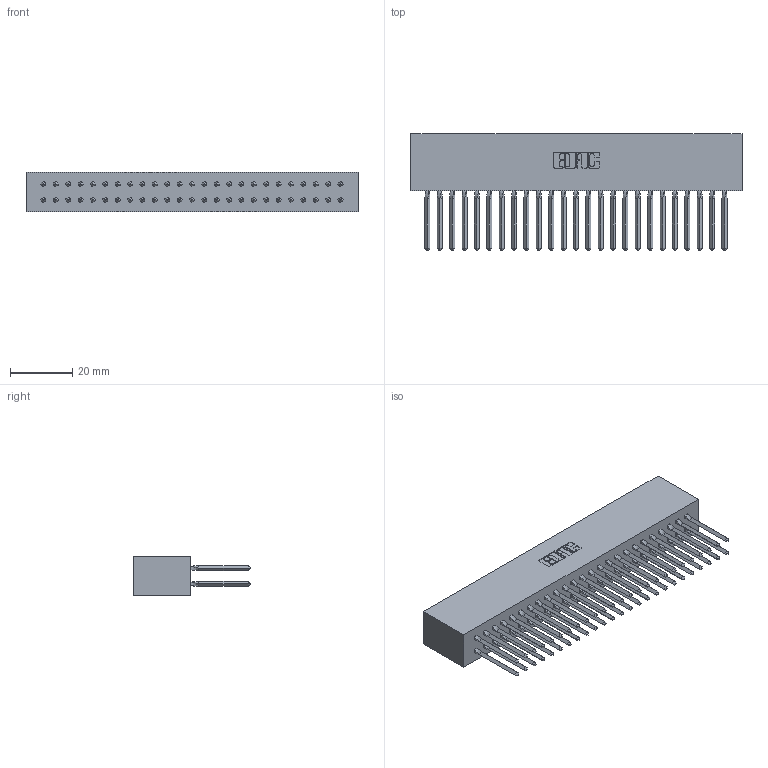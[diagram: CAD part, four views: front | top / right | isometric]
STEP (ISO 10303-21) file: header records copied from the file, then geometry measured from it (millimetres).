
FILE_DESCRIPTION (( 'STEP AP203' ), '1' );
FILE_NAME ('317-050-540-801.STEP', '2020-02-28T03:01:35', ( '' ), ( '' ), 'SwSTEP 2.0', 'SolidWorks 2016', '' );
FILE_SCHEMA (( 'CONFIG_CONTROL_DESIGN' ));
Length unit declared in the file: inch
Products named in the file (3): 317-290-001_540; 317 Part_Lugless; 317-050-540-801
Assembly tree (51 placements, depth 2):
  317-050-540-801
    317 Part_Lugless
    317-290-001_540  x50
Bounding box: 106.27 x 37.34 x 12.7 mm (x, y, z)
Volume: 19054.8 mm3; surface area: 28023.6 mm2
Topology: 51 solids, 51 shells, 4540 faces, 12589 edges, 8108 vertices
Faces by surface type: plane 3700, cylinder 640, bspline 200
Entity records: 38100 total; most frequent: CARTESIAN_POINT 7059, ORIENTED_EDGE 6558, DIRECTION 5465, EDGE_CURVE 3279, VECTOR 3031, LINE 3031, VERTEX_POINT 2179, AXIS2_PLACEMENT_3D 1217
